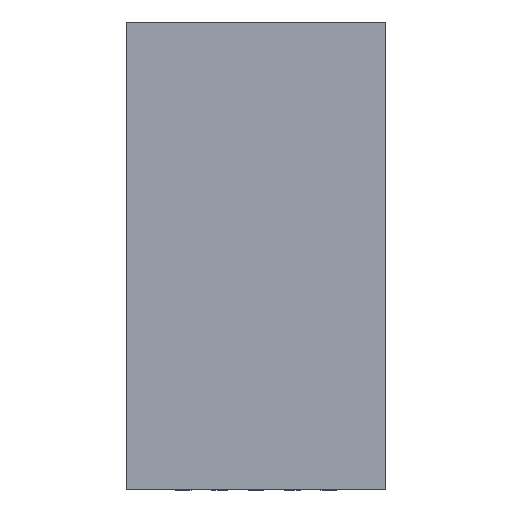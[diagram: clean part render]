
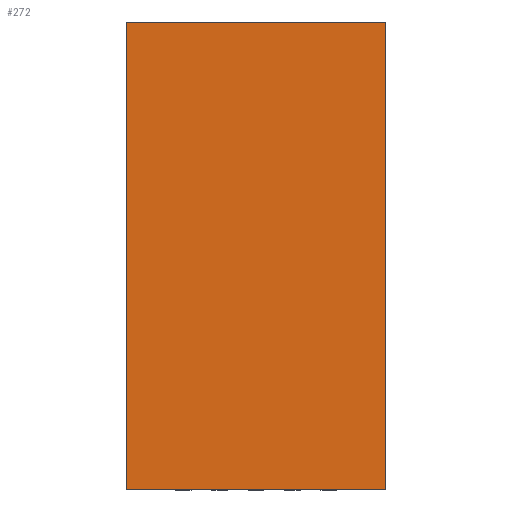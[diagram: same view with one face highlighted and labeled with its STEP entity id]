
A CAD part, top view. The second image highlights one B-rep face of the part: STEP entity #272.
In plain terms, the highlighted planar face has unit normal (0, 0, 1).
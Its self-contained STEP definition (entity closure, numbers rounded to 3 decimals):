
#140=CARTESIAN_POINT('',(6.234,10.379,0.83));
#141=VERTEX_POINT('',#140);
#148=CARTESIAN_POINT('',(6.234,1.379,0.83));
#149=VERTEX_POINT('',#148);
#150=CARTESIAN_POINT('',(6.234,1.379,0.83));
#151=DIRECTION('',(0.0,1.0,0.0));
#152=VECTOR('',#151,9.0);
#153=LINE('',#150,#152);
#154=EDGE_CURVE('',#149,#141,#153,.T.);
#179=CARTESIAN_POINT('',(1.234,1.379,0.83));
#180=VERTEX_POINT('',#179);
#181=CARTESIAN_POINT('',(1.234,1.379,0.83));
#182=DIRECTION('',(1.0,0.0,0.0));
#183=VECTOR('',#182,5.0);
#184=LINE('',#181,#183);
#185=EDGE_CURVE('',#180,#149,#184,.T.);
#210=CARTESIAN_POINT('',(1.234,10.379,0.83));
#211=VERTEX_POINT('',#210);
#212=CARTESIAN_POINT('',(1.234,10.379,0.83));
#213=DIRECTION('',(0.0,-1.0,0.0));
#214=VECTOR('',#213,9.0);
#215=LINE('',#212,#214);
#216=EDGE_CURVE('',#211,#180,#215,.T.);
#239=CARTESIAN_POINT('',(6.234,10.379,0.83));
#240=DIRECTION('',(-1.0,0.0,0.0));
#241=VECTOR('',#240,5.0);
#242=LINE('',#239,#241);
#243=EDGE_CURVE('',#141,#211,#242,.T.);
#261=CARTESIAN_POINT('',(3.734,5.879,0.83));
#262=DIRECTION('',(0.0,0.0,1.0));
#263=DIRECTION('',(1.0,0.0,0.0));
#264=AXIS2_PLACEMENT_3D('',#261,#262,#263);
#265=PLANE('',#264);
#266=ORIENTED_EDGE('',*,*,#243,.T.);
#267=ORIENTED_EDGE('',*,*,#216,.T.);
#268=ORIENTED_EDGE('',*,*,#185,.T.);
#269=ORIENTED_EDGE('',*,*,#154,.T.);
#270=EDGE_LOOP('',(#266,#267,#268,#269));
#271=FACE_OUTER_BOUND('',#270,.T.);
#272=ADVANCED_FACE('',(#271),#265,.T.);
